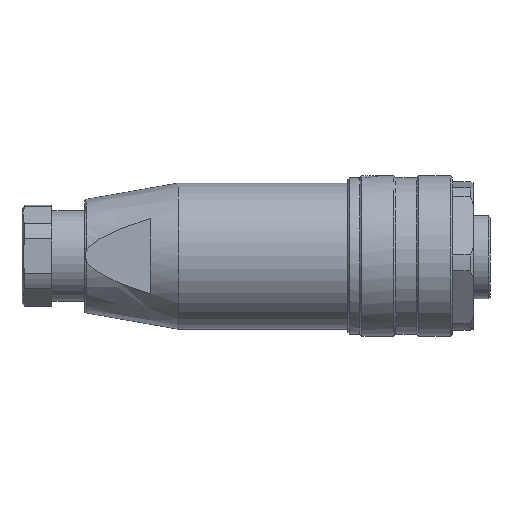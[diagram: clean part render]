
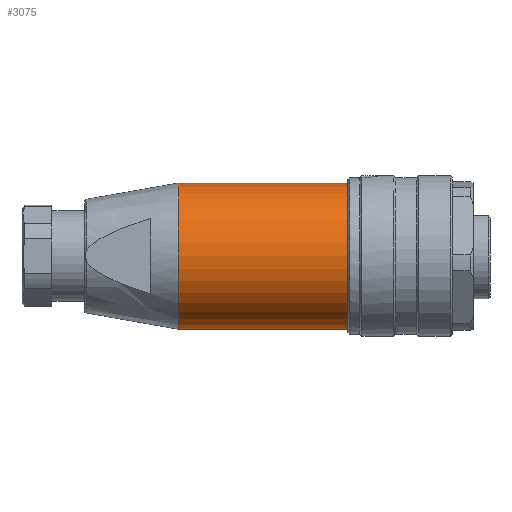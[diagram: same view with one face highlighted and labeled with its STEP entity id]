
A CAD part, front view. The second image highlights one B-rep face of the part: STEP entity #3075.
In plain terms, the highlighted cylindrical face has radius 12.25 mm (diameter 24.5 mm), a partial arc.
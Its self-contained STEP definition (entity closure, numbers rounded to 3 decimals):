
#193 = CARTESIAN_POINT ( 'NONE',  ( -52.2, 0., 12.25 ) ) ;
#585 = ORIENTED_EDGE ( 'NONE', *, *, #3611, .T. ) ;
#615 = VERTEX_POINT ( 'NONE', #5828 ) ;
#840 = EDGE_LOOP ( 'NONE', ( #5825, #585, #5353, #3428 ) ) ;
#902 = DIRECTION ( 'NONE',  ( 1., 0., 0. ) ) ;
#1603 = DIRECTION ( 'NONE',  ( 0., 0., 1. ) ) ;
#1607 = LINE ( 'NONE', #1968, #1709 ) ;
#1700 = CIRCLE ( 'NONE', #6118, 12.25 ) ;
#1709 = VECTOR ( 'NONE', #3522, 1000. ) ;
#1968 = CARTESIAN_POINT ( 'NONE',  ( -22.4, 0., 12.25 ) ) ;
#1986 = CARTESIAN_POINT ( 'NONE',  ( -23.7, 0., 12.25 ) ) ;
#2055 = CARTESIAN_POINT ( 'NONE',  ( -22.4, 0., 0. ) ) ;
#2085 = DIRECTION ( 'NONE',  ( 1., 0., 0. ) ) ;
#2324 = DIRECTION ( 'NONE',  ( -1., 0., 0. ) ) ;
#2375 = CARTESIAN_POINT ( 'NONE',  ( -52.2, 0., -12.25 ) ) ;
#2626 = FACE_OUTER_BOUND ( 'NONE', #840, .T. ) ;
#2754 = DIRECTION ( 'NONE',  ( 1., 0., 0. ) ) ;
#3075 = ADVANCED_FACE ( 'NONE', ( #2626 ), #4084, .T. ) ;
#3387 = VERTEX_POINT ( 'NONE', #193 ) ;
#3428 = ORIENTED_EDGE ( 'NONE', *, *, #5938, .F. ) ;
#3471 = AXIS2_PLACEMENT_3D ( 'NONE', #3635, #2754, #6201 ) ;
#3522 = DIRECTION ( 'NONE',  ( 1., 0., 0. ) ) ;
#3611 = EDGE_CURVE ( 'NONE', #4178, #615, #4196, .T. ) ;
#3635 = CARTESIAN_POINT ( 'NONE',  ( -52.2, 0., 0. ) ) ;
#3661 = EDGE_CURVE ( 'NONE', #615, #4869, #1700, .T. ) ;
#4084 = CYLINDRICAL_SURFACE ( 'NONE', #6124, 12.25 ) ;
#4163 = VECTOR ( 'NONE', #902, 1000. ) ;
#4178 = VERTEX_POINT ( 'NONE', #2375 ) ;
#4196 = LINE ( 'NONE', #5227, #4163 ) ;
#4696 = CIRCLE ( 'NONE', #3471, 12.25 ) ;
#4869 = VERTEX_POINT ( 'NONE', #1986 ) ;
#5227 = CARTESIAN_POINT ( 'NONE',  ( -22.4, 0., -12.25 ) ) ;
#5353 = ORIENTED_EDGE ( 'NONE', *, *, #3661, .T. ) ;
#5711 = DIRECTION ( 'NONE',  ( 0., 0., -1. ) ) ;
#5796 = CARTESIAN_POINT ( 'NONE',  ( -23.7, 0., 0. ) ) ;
#5825 = ORIENTED_EDGE ( 'NONE', *, *, #6230, .T. ) ;
#5828 = CARTESIAN_POINT ( 'NONE',  ( -23.7, 0., -12.25 ) ) ;
#5938 = EDGE_CURVE ( 'NONE', #3387, #4869, #1607, .T. ) ;
#6118 = AXIS2_PLACEMENT_3D ( 'NONE', #5796, #2324, #5711 ) ;
#6124 = AXIS2_PLACEMENT_3D ( 'NONE', #2055, #2085, #1603 ) ;
#6201 = DIRECTION ( 'NONE',  ( 0., 0., 1. ) ) ;
#6230 = EDGE_CURVE ( 'NONE', #3387, #4178, #4696, .T. ) ;
